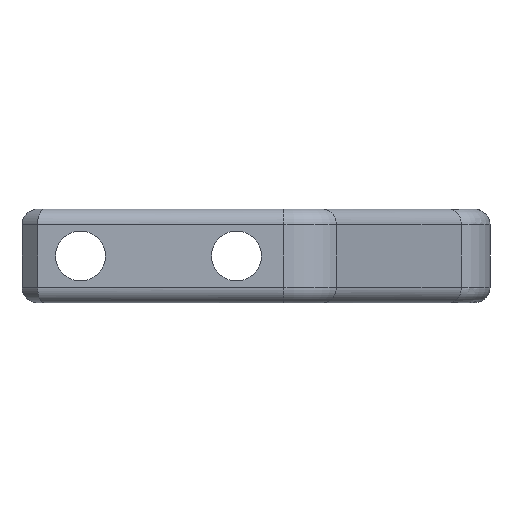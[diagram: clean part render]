
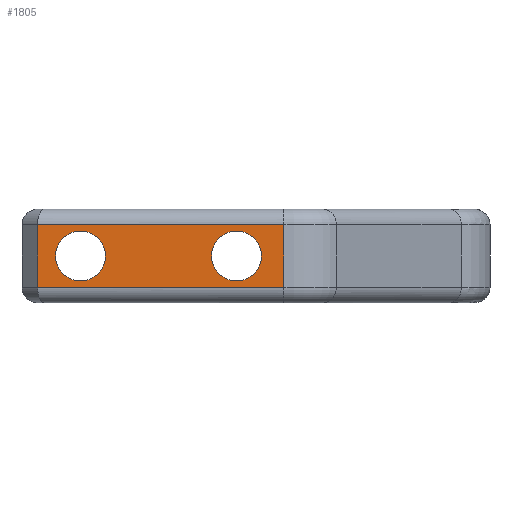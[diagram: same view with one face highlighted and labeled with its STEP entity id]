
A CAD part, left-side view. The second image highlights one B-rep face of the part: STEP entity #1805.
In plain terms, the highlighted planar face has unit normal (-1, 0, 0).
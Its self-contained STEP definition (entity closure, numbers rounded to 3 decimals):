
#47 = DIRECTION ( 'NONE',  ( 1., 0., 0. ) ) ;
#93 = CARTESIAN_POINT ( 'NONE',  ( -19., -13.038, -3. ) ) ;
#155 = VECTOR ( 'NONE', #1897, 1000. ) ;
#182 = CARTESIAN_POINT ( 'NONE',  ( -19., -10., 0. ) ) ;
#288 = DIRECTION ( 'NONE',  ( 0., 0., -1. ) ) ;
#318 = EDGE_CURVE ( 'NONE', #1906, #1807, #1542, .T. ) ;
#379 = CARTESIAN_POINT ( 'NONE',  ( -19., 0., 1.6 ) ) ;
#385 = CIRCLE ( 'NONE', #2004, 1.6 ) ;
#448 = CARTESIAN_POINT ( 'NONE',  ( -19., 0., -2. ) ) ;
#450 = VERTEX_POINT ( 'NONE', #2399 ) ;
#492 = CARTESIAN_POINT ( 'NONE',  ( -19., -13.038, -2. ) ) ;
#493 = CARTESIAN_POINT ( 'NONE',  ( -19., -10., -1.6 ) ) ;
#585 = EDGE_CURVE ( 'NONE', #1413, #2029, #1146, .T. ) ;
#628 = DIRECTION ( 'NONE',  ( 1., 0., 0. ) ) ;
#629 = VERTEX_POINT ( 'NONE', #2301 ) ;
#631 = CARTESIAN_POINT ( 'NONE',  ( -19., 2.75, 0. ) ) ;
#660 = VECTOR ( 'NONE', #1343, 1000. ) ;
#668 = LINE ( 'NONE', #448, #660 ) ;
#860 = CARTESIAN_POINT ( 'NONE',  ( -19., 0., 2. ) ) ;
#972 = EDGE_CURVE ( 'NONE', #2292, #2469, #1165, .T. ) ;
#996 = PLANE ( 'NONE',  #1489 ) ;
#1010 = FACE_BOUND ( 'NONE', #1870, .T. ) ;
#1023 = DIRECTION ( 'NONE',  ( 1., 0., 0. ) ) ;
#1095 = ORIENTED_EDGE ( 'NONE', *, *, #585, .T. ) ;
#1116 = AXIS2_PLACEMENT_3D ( 'NONE', #1156, #47, #288 ) ;
#1138 = ORIENTED_EDGE ( 'NONE', *, *, #972, .T. ) ;
#1143 = DIRECTION ( 'NONE',  ( 1., 0., 0. ) ) ;
#1146 = LINE ( 'NONE', #93, #2244 ) ;
#1156 = CARTESIAN_POINT ( 'NONE',  ( -19., -10., 0. ) ) ;
#1165 = CIRCLE ( 'NONE', #1116, 1.6 ) ;
#1237 = DIRECTION ( 'NONE',  ( 1., 0., 0. ) ) ;
#1239 = EDGE_CURVE ( 'NONE', #629, #450, #2247, .T. ) ;
#1343 = DIRECTION ( 'NONE',  ( 0., -1., 0. ) ) ;
#1397 = CIRCLE ( 'NONE', #2232, 1.6 ) ;
#1413 = VERTEX_POINT ( 'NONE', #492 ) ;
#1483 = EDGE_CURVE ( 'NONE', #2469, #2292, #1397, .T. ) ;
#1489 = AXIS2_PLACEMENT_3D ( 'NONE', #2065, #1023, #2513 ) ;
#1502 = EDGE_CURVE ( 'NONE', #2029, #629, #2848, .T. ) ;
#1513 = CARTESIAN_POINT ( 'NONE',  ( -19., -10., 1.6 ) ) ;
#1530 = CARTESIAN_POINT ( 'NONE',  ( -19., -13.038, 2. ) ) ;
#1542 = CIRCLE ( 'NONE', #1728, 1.6 ) ;
#1563 = ORIENTED_EDGE ( 'NONE', *, *, #2806, .T. ) ;
#1604 = DIRECTION ( 'NONE',  ( 0., 0., 1. ) ) ;
#1695 = DIRECTION ( 'NONE',  ( 0., 0., -1. ) ) ;
#1728 = AXIS2_PLACEMENT_3D ( 'NONE', #2155, #1237, #1695 ) ;
#1805 = ADVANCED_FACE ( 'NONE', ( #1010, #1861, #2088 ), #996, .F. ) ;
#1807 = VERTEX_POINT ( 'NONE', #1903 ) ;
#1861 = FACE_BOUND ( 'NONE', #2021, .T. ) ;
#1870 = EDGE_LOOP ( 'NONE', ( #2694, #1138 ) ) ;
#1897 = DIRECTION ( 'NONE',  ( 0., 1., 0. ) ) ;
#1903 = CARTESIAN_POINT ( 'NONE',  ( -19., 0., -1.6 ) ) ;
#1906 = VERTEX_POINT ( 'NONE', #379 ) ;
#2004 = AXIS2_PLACEMENT_3D ( 'NONE', #2465, #1143, #2250 ) ;
#2012 = DIRECTION ( 'NONE',  ( 0., 0., -1. ) ) ;
#2021 = EDGE_LOOP ( 'NONE', ( #2711, #2125 ) ) ;
#2029 = VERTEX_POINT ( 'NONE', #1530 ) ;
#2065 = CARTESIAN_POINT ( 'NONE',  ( -19., 0., 0. ) ) ;
#2085 = EDGE_LOOP ( 'NONE', ( #2316, #1563, #1095, #2794 ) ) ;
#2088 = FACE_OUTER_BOUND ( 'NONE', #2085, .T. ) ;
#2125 = ORIENTED_EDGE ( 'NONE', *, *, #318, .T. ) ;
#2155 = CARTESIAN_POINT ( 'NONE',  ( -19., 0., 0. ) ) ;
#2232 = AXIS2_PLACEMENT_3D ( 'NONE', #182, #628, #2336 ) ;
#2244 = VECTOR ( 'NONE', #1604, 1000. ) ;
#2247 = LINE ( 'NONE', #631, #2375 ) ;
#2250 = DIRECTION ( 'NONE',  ( 0., 0., -1. ) ) ;
#2292 = VERTEX_POINT ( 'NONE', #1513 ) ;
#2301 = CARTESIAN_POINT ( 'NONE',  ( -19., 2.75, 2. ) ) ;
#2316 = ORIENTED_EDGE ( 'NONE', *, *, #1239, .T. ) ;
#2336 = DIRECTION ( 'NONE',  ( 0., 0., -1. ) ) ;
#2375 = VECTOR ( 'NONE', #2012, 1000. ) ;
#2399 = CARTESIAN_POINT ( 'NONE',  ( -19., 2.75, -2. ) ) ;
#2465 = CARTESIAN_POINT ( 'NONE',  ( -19., 0., 0. ) ) ;
#2469 = VERTEX_POINT ( 'NONE', #493 ) ;
#2513 = DIRECTION ( 'NONE',  ( 0., 0., -1. ) ) ;
#2694 = ORIENTED_EDGE ( 'NONE', *, *, #1483, .T. ) ;
#2711 = ORIENTED_EDGE ( 'NONE', *, *, #2715, .T. ) ;
#2715 = EDGE_CURVE ( 'NONE', #1807, #1906, #385, .T. ) ;
#2794 = ORIENTED_EDGE ( 'NONE', *, *, #1502, .T. ) ;
#2806 = EDGE_CURVE ( 'NONE', #450, #1413, #668, .T. ) ;
#2848 = LINE ( 'NONE', #860, #155 ) ;
